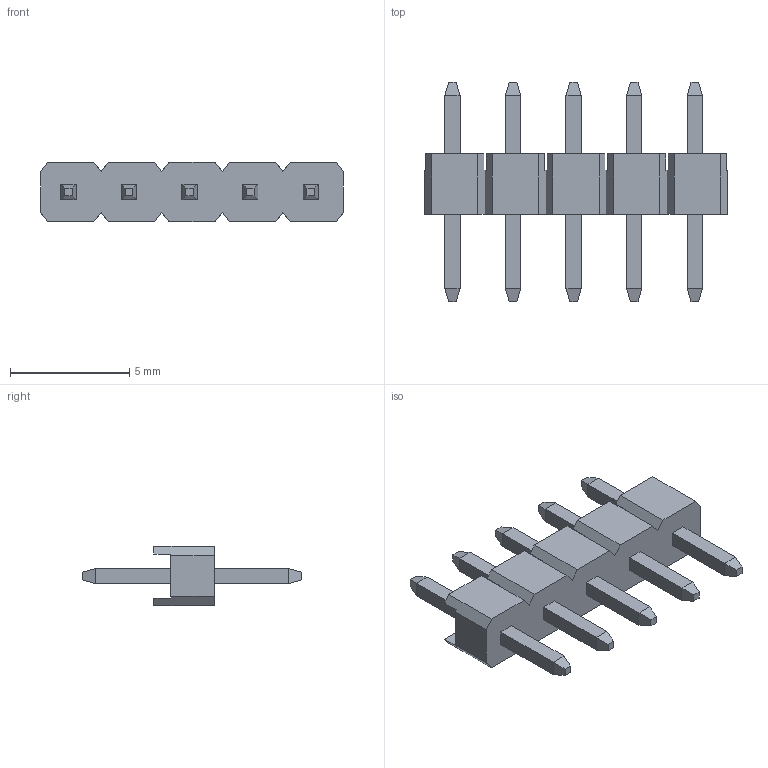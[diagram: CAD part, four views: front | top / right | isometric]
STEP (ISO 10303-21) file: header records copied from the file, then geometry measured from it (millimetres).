
FILE_DESCRIPTION(('STEP AP214'),'1');
FILE_NAME('stiftleiste_aw140-eg-g05f.stp','2016-10-14T07:17:20',('TraceParts'),('TraceParts S.A.'),'Spatial InterOp 3D',' ',' ');
FILE_SCHEMA(('automotive_design'));
Length unit declared in the file: millimetre
Products named in the file (1): stiftleiste_aw140-eg-g05f
Bounding box: 12.7 x 9.2 x 2.5 mm (x, y, z)
Volume: 75.2 mm3; surface area: 245.6 mm2
Topology: 1 solids, 1 shells, 144 faces, 356 edges, 224 vertices
Faces by surface type: plane 144
Entity records: 5288 total; most frequent: CARTESIAN_POINT 725, ORIENTED_EDGE 712, DIRECTION 646, EDGE_CURVE 356, LINE 356, VECTOR 356, VERTEX_POINT 224, EDGE_LOOP 154
